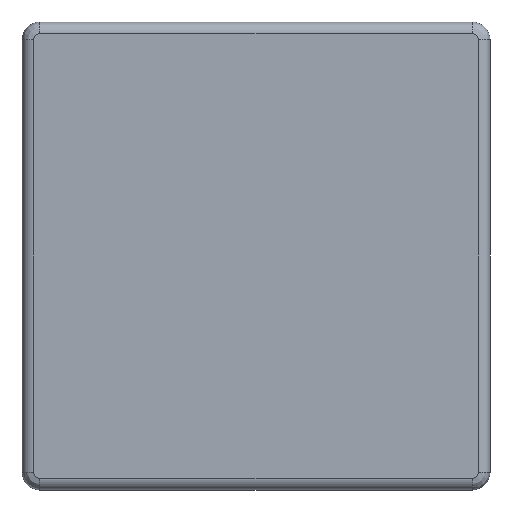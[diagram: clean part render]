
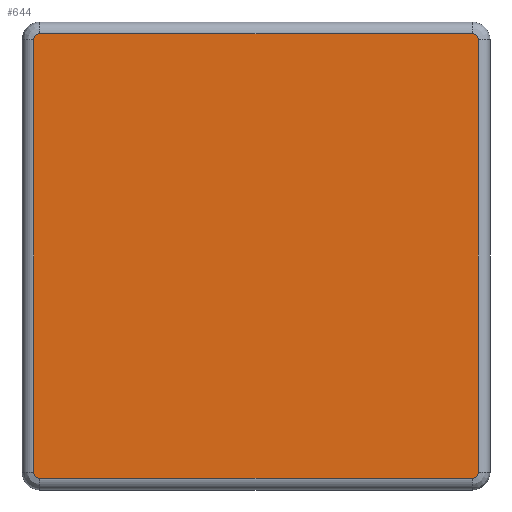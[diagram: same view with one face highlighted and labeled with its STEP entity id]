
A CAD part, front view. The second image highlights one B-rep face of the part: STEP entity #644.
In plain terms, the highlighted planar face has unit normal (0, -1, 0).
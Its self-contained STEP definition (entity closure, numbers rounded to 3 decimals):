
#123=CARTESIAN_POINT('',(-3.,0.0,78.));
#124=VERTEX_POINT('',#123);
#132=CARTESIAN_POINT('',(-2.,0.0,77.0));
#133=VERTEX_POINT('',#132);
#134=CARTESIAN_POINT('',(-3.,0.0,77.0));
#135=DIRECTION('',(0.0,1.0,0.0));
#136=DIRECTION('',(0.707,0.0,0.707));
#137=AXIS2_PLACEMENT_3D('',#134,#135,#136);
#138=CIRCLE('',#137,1.0);
#139=EDGE_CURVE('',#124,#133,#138,.T.);
#165=CARTESIAN_POINT('',(-2.,0.0,3.));
#166=VERTEX_POINT('',#165);
#183=CARTESIAN_POINT('',(-2.,0.0,77.0));
#184=DIRECTION('',(0.0,0.0,-1.0));
#185=VECTOR('',#184,74.0);
#186=LINE('',#183,#185);
#187=EDGE_CURVE('',#133,#166,#186,.T.);
#245=CARTESIAN_POINT('',(-3.0,0.0,2.));
#246=VERTEX_POINT('',#245);
#264=CARTESIAN_POINT('',(-3.0,0.0,3.));
#265=DIRECTION('',(0.0,1.0,0.0));
#266=DIRECTION('',(0.707,0.0,-0.707));
#267=AXIS2_PLACEMENT_3D('',#264,#265,#266);
#268=CIRCLE('',#267,1.0);
#269=EDGE_CURVE('',#166,#246,#268,.T.);
#279=CARTESIAN_POINT('',(-77.0,0.0,2.));
#280=VERTEX_POINT('',#279);
#297=CARTESIAN_POINT('',(-3.0,0.0,2.));
#298=DIRECTION('',(-1.0,0.0,0.0));
#299=VECTOR('',#298,74.0);
#300=LINE('',#297,#299);
#301=EDGE_CURVE('',#246,#280,#300,.T.);
#359=CARTESIAN_POINT('',(-78.0,0.0,3.0));
#360=VERTEX_POINT('',#359);
#378=CARTESIAN_POINT('',(-77.0,0.0,3.0));
#379=DIRECTION('',(0.0,1.0,0.0));
#380=DIRECTION('',(-0.707,0.0,-0.707));
#381=AXIS2_PLACEMENT_3D('',#378,#379,#380);
#382=CIRCLE('',#381,1.0);
#383=EDGE_CURVE('',#280,#360,#382,.T.);
#393=CARTESIAN_POINT('',(-78.0,0.0,77.0));
#394=VERTEX_POINT('',#393);
#411=CARTESIAN_POINT('',(-78.0,0.0,3.0));
#412=DIRECTION('',(0.0,0.0,1.0));
#413=VECTOR('',#412,74.0);
#414=LINE('',#411,#413);
#415=EDGE_CURVE('',#360,#394,#414,.T.);
#473=CARTESIAN_POINT('',(-77.0,0.0,78.0));
#474=VERTEX_POINT('',#473);
#492=CARTESIAN_POINT('',(-77.0,0.0,77.0));
#493=DIRECTION('',(0.0,1.0,0.0));
#494=DIRECTION('',(-0.707,0.0,0.707));
#495=AXIS2_PLACEMENT_3D('',#492,#493,#494);
#496=CIRCLE('',#495,1.);
#497=EDGE_CURVE('',#394,#474,#496,.T.);
#515=CARTESIAN_POINT('',(-77.0,0.0,78.0));
#516=DIRECTION('',(1.0,0.0,0.0));
#517=VECTOR('',#516,74.0);
#518=LINE('',#515,#517);
#519=EDGE_CURVE('',#474,#124,#518,.T.);
#629=CARTESIAN_POINT('',(-40.0,0.0,40.0));
#630=DIRECTION('',(0.0,1.0,0.0));
#631=DIRECTION('',(0.0,0.0,1.0));
#632=AXIS2_PLACEMENT_3D('',#629,#630,#631);
#633=PLANE('',#632);
#634=ORIENTED_EDGE('',*,*,#139,.F.);
#635=ORIENTED_EDGE('',*,*,#519,.F.);
#636=ORIENTED_EDGE('',*,*,#497,.F.);
#637=ORIENTED_EDGE('',*,*,#415,.F.);
#638=ORIENTED_EDGE('',*,*,#383,.F.);
#639=ORIENTED_EDGE('',*,*,#301,.F.);
#640=ORIENTED_EDGE('',*,*,#269,.F.);
#641=ORIENTED_EDGE('',*,*,#187,.F.);
#642=EDGE_LOOP('',(#634,#635,#636,#637,#638,#639,#640,#641));
#643=FACE_OUTER_BOUND('',#642,.T.);
#644=ADVANCED_FACE('',(#643),#633,.F.);
